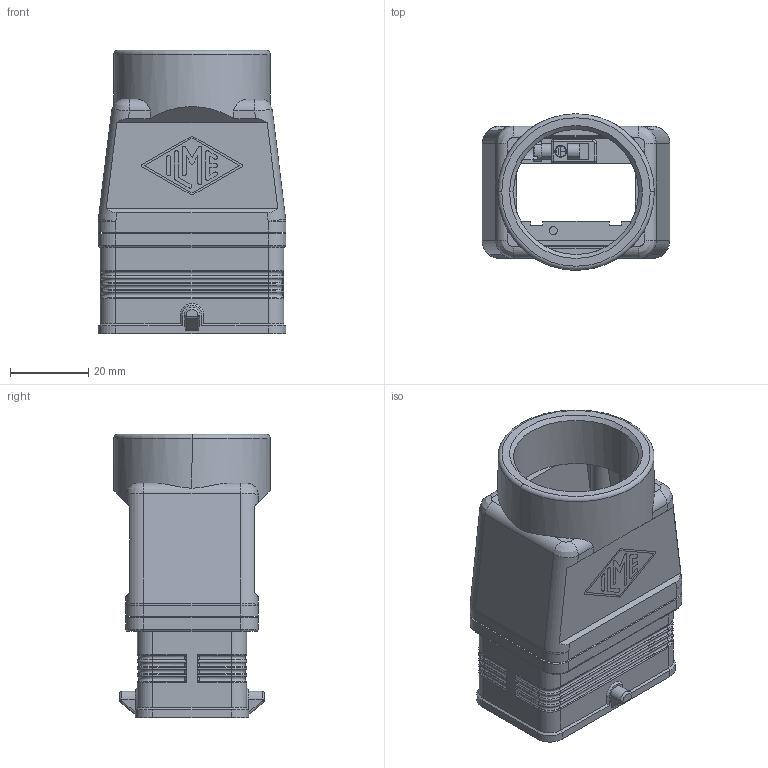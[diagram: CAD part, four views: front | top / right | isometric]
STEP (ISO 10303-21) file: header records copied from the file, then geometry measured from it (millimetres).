
FILE_DESCRIPTION(('Creo Elements/Direct Modeling STEP Export'),'2;1');
FILE_NAME('0lndrp34skmrj524060','2019-09-09T13:46:26',(''),(''),'Creo Elements/Direct Modeling STEP processor for AP214 (Solid Model)','Creo Elements/Direct Modeling 20.1B 02-Apr-2019 (C) Parametric Technology GmbH','');
FILE_SCHEMA(('AUTOMOTIVE_DESIGN { 1 0 10303 214 1 1 1 1 }'));
Length unit declared in the file: millimetre
Products named in the file (2): MXA_01_V32
Assembly tree (1 placements, depth 2):
  MXA_01_V32
    MXA_01_V32
Bounding box: 48 x 40 x 72.5 mm (x, y, z)
Volume: 31582 mm3; surface area: 28337.5 mm2
Topology: 1 solids, 1 shells, 701 faces, 1846 edges, 1165 vertices
Faces by surface type: plane 404, cylinder 187, torus 47, cone 40, sphere 15, bspline 8
Entity records: 23728 total; most frequent: CARTESIAN_POINT 6721, ORIENTED_EDGE 3670, DIRECTION 3413, EDGE_CURVE 1835, VECTOR 1189, LINE 1189, VERTEX_POINT 1165, AXIS2_PLACEMENT_3D 1112
